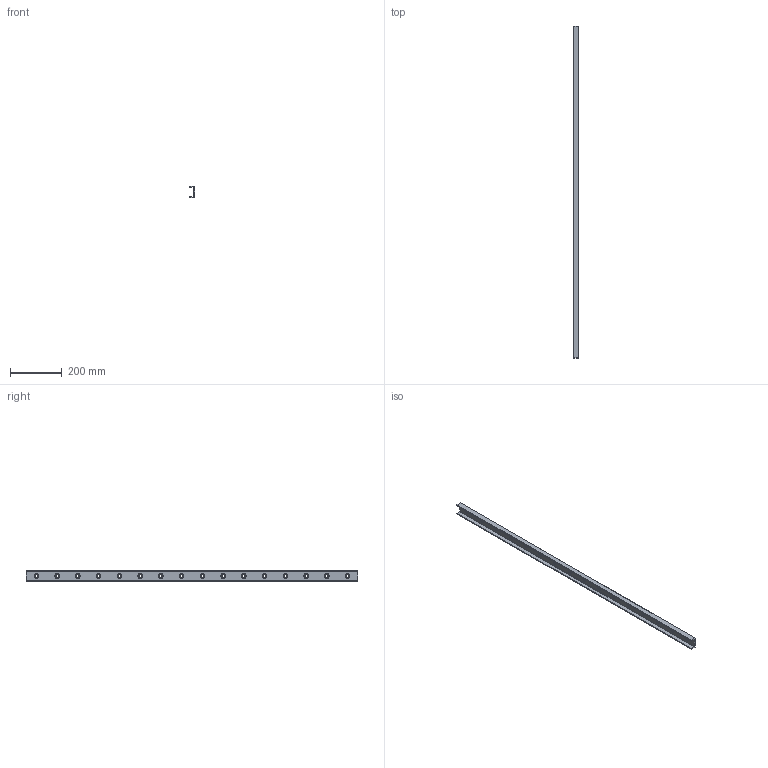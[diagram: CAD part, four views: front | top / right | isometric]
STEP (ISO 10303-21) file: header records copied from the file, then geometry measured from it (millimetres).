
FILE_DESCRIPTION( ( 'Unknown' ), '1' );
FILE_NAME( 'LCU43-1280C.stp', 'Unknown', ( 'Unknown' ), ( 'Unknown' ), 'PSStep 17.0.49', 'Unknown', ' ' );
FILE_SCHEMA( ( 'AUTOMOTIVE_DESIGN { 1 0 10303 214 1 1 1 1 }' ) );
Length unit declared in the file: millimetre
Products named in the file (1): 1
Bounding box: 21 x 1280 x 43 mm (x, y, z)
Volume: 406079.6 mm3; surface area: 204230.5 mm2
Topology: 1 solids, 1 shells, 64 faces, 154 edges, 108 vertices
Faces by surface type: cylinder 38, plane 26
Full cylindrical faces by diameter (mm): 10.5 x16, 18 x16
Entity records: 2210 total; most frequent: DIRECTION 312, CARTESIAN_POINT 263, ORIENTED_EDGE 212, EDGE_LOOP 144, AXIS2_PLACEMENT_3D 141, EDGE_CURVE 106, FACE_OUTER_BOUND 96, VERTEX_POINT 92
